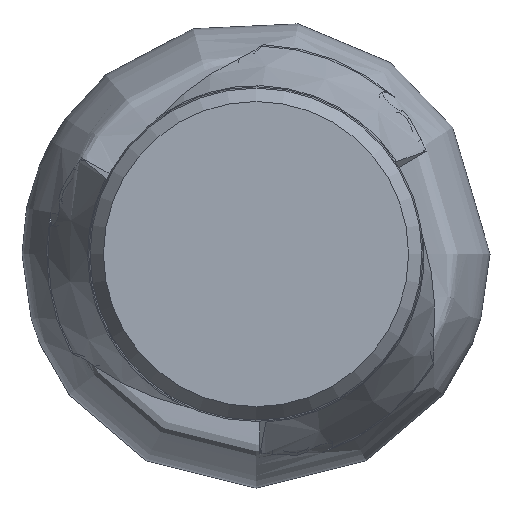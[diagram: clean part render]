
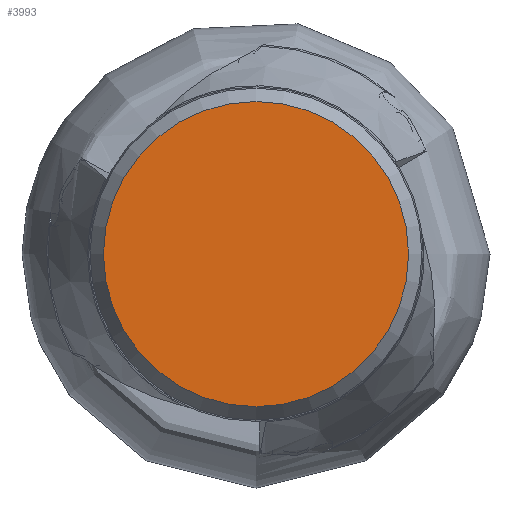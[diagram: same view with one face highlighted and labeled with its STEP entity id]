
A CAD part, left-side view. The second image highlights one B-rep face of the part: STEP entity #3993.
In plain terms, the highlighted planar face has unit normal (-1, 0, 0).
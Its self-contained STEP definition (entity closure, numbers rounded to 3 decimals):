
#562 = AXIS2_PLACEMENT_3D ( 'NONE', #3327, #4391, #1138 ) ;
#1100 = EDGE_LOOP ( 'NONE', ( #1481 ) ) ;
#1138 = DIRECTION ( 'NONE',  ( 0., 0., 1. ) ) ;
#1407 = CARTESIAN_POINT ( 'NONE',  ( -193.905, 0., 0. ) ) ;
#1481 = ORIENTED_EDGE ( 'NONE', *, *, #1755, .F. ) ;
#1755 = EDGE_CURVE ( 'NONE', #2369, #2369, #5769, .T. ) ;
#1765 = AXIS2_PLACEMENT_3D ( 'NONE', #1407, #5191, #1955 ) ;
#1955 = DIRECTION ( 'NONE',  ( 0., 0., -1. ) ) ;
#2220 = PLANE ( 'NONE',  #562 ) ;
#2369 = VERTEX_POINT ( 'NONE', #4382 ) ;
#3327 = CARTESIAN_POINT ( 'NONE',  ( -193.905, 0., 0. ) ) ;
#3993 = ADVANCED_FACE ( 'NONE', ( #5572 ), #2220, .T. ) ;
#4382 = CARTESIAN_POINT ( 'NONE',  ( -193.905, 0., -11.4 ) ) ;
#4391 = DIRECTION ( 'NONE',  ( -1., 0., 0. ) ) ;
#5191 = DIRECTION ( 'NONE',  ( 1., 0., 0. ) ) ;
#5572 = FACE_OUTER_BOUND ( 'NONE', #1100, .T. ) ;
#5769 = CIRCLE ( 'NONE', #1765, 11.4 ) ;
